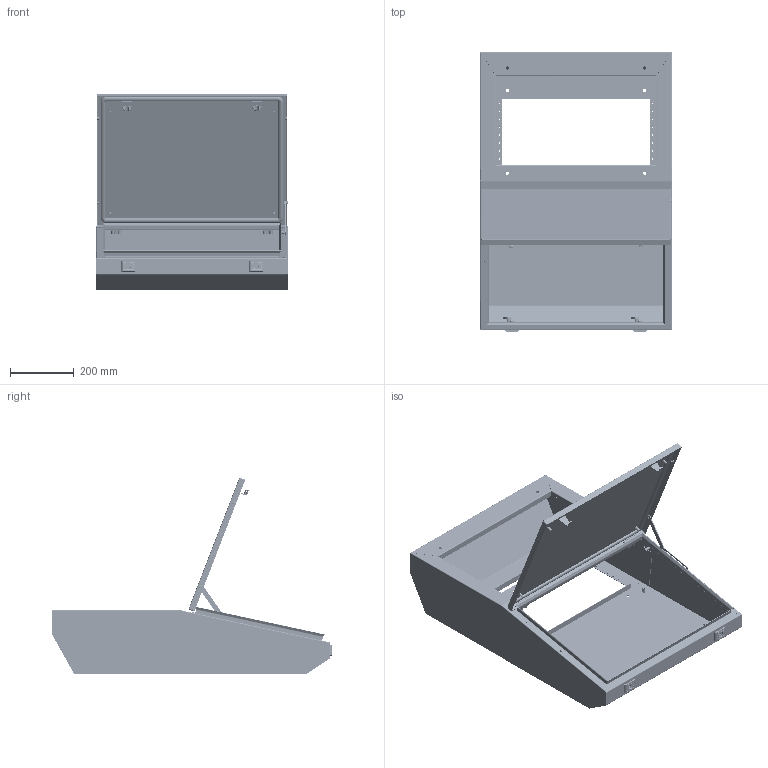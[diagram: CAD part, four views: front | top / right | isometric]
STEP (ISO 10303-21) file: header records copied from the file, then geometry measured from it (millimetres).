
FILE_DESCRIPTION (( 'STEP AP203' ), '1' );
FILE_NAME ('R5MPC600.step', '2013-04-25T11:59:47', ( 'User' ), ( 'DKC' ), 'SwSTEP 2.0', 'SolidWorks 2012', '' );
FILE_SCHEMA (( 'CONFIG_CONTROL_DESIGN' ));
Products named in the file (42): R5MPC600; MOLLA AC00C344_AC00C344; AC00C318_AC00C318; Handle for desk_�� 㬮�砭��; Sealant AC00356_�� 㬮�砭��; AC00C348_�� 㬮�砭��; Hex Flange Bolt M6x10_ISO 4162 - M6 x 12 x 12-S; Piastrina AC00C347_�� 㬮�砭��; Inserto a doppio pettine AC00C443_AC00C343; BASETTA ESTERNA PER BOX AC00C503_AC00C503; Assem front door of top part CN_LA02C015  600mm; AC00C112; lock catch LE02C082; CERNIERA SALDATA_AC00C398; lock catch LA02C021; LA sealant for door_600; Front door of top part CN_600; Hinge CE (mirror) (1); Hinge CE (1); Perno AC00C401 (3)_AC00C401; Tapping screw 4.2x16 (1)_Tapping screw 4.2x16; CERNIERA AC00C399; blocchetto fissaggio cerniera AC00C354_AC00C354; Coverstop PN (1)_AC00C452; Nut M5 A3200001_A3200001; Prigioniero PFH-M5-12_�� 㬮�砭��; Øàéáà 5.65Ã ÃÎÑÒ 11648-75 (1)_˜ ©¡  5.65ƒ ƒŽ‘’ 11648-75; Øàéáà 3.65Ã ÃÎÑÒ 11648-75 (1)_˜ ©¡  3.65ƒ ƒŽ‘’ 11648-75; bar AC00C278; AC00C279_AC00C279; Flange Nut M5_Flange Nut M5; vite m5x10 ac00c274_Vite M5x10 AC00C274; AC00C452_AC00C452; Body of control desk CN console_LM01S007  600mm; Reinforced plate LM01C042_�� 㬮�砭��; end-cap_AC00C061; land_�� 㬮�砭��; Left side CN LM01C022 (console)_MirrorLE01C051; Front top profile CN (console) (+k=0.1)_LM01C030  600mm; Back profile CN (console) (+k=0.1)_LM01C036  600mm ...
Assembly tree (75 placements, depth 3):
  R5MPC600
    Body of control desk CN console_LM01S007  600mm
      Left side CN LM01C022 (console)_�� 㬮�砭��
      Front bottom profile CN (console) (+k)_LM01C024  600mm
      Back profile CN (console) (+k=0.1)_LM01C036  600mm
      Front top profile CN (console) (+k=0.1)_LM01C030  600mm
      Left side CN LM01C022 (console)_MirrorLE01C051
      land_�� 㬮�砭��  x6
      end-cap_AC00C061  x6
      Reinforced plate LM01C042_�� 㬮�砭��  x2
    Coverstop PN (1)_AC00C452
      AC00C452_AC00C452
      vite m5x10 ac00c274_Vite M5x10 AC00C274  x2
      Flange Nut M5_Flange Nut M5  x2
      AC00C279_AC00C279
      bar AC00C278
      Øàéáà 3.65Ã ÃÎÑÒ 11648-75 (1)_˜ ©¡  3.65ƒ ƒŽ‘’ 11648-75
      Øàéáà 5.65Ã ÃÎÑÒ 11648-75 (1)_˜ ©¡  5.65ƒ ƒŽ‘’ 11648-75
      Prigioniero PFH-M5-12_�� 㬮�砭��
      Nut M5 A3200001_A3200001
    Hinge CE (1)
      blocchetto fissaggio cerniera AC00C354_AC00C354
      CERNIERA AC00C399
      Tapping screw 4.2x16 (1)_Tapping screw 4.2x16  x2
      Perno AC00C401 (3)_AC00C401
    Hinge CE (mirror) (1)
      blocchetto fissaggio cerniera AC00C354_AC00C354
      CERNIERA AC00C399
      Tapping screw 4.2x16 (1)_Tapping screw 4.2x16  x2
      Perno AC00C401 (3)_AC00C401
    Assem front door of top part CN_LA02C015  600mm
      Front door of top part CN_600
      LA sealant for door_600
      lock catch LA02C021
      CERNIERA SALDATA_AC00C398  x2
      lock catch LE02C082
      AC00C112  x4
      land_�� 㬮�砭��  x4
      end-cap_AC00C061  x4
    Handle for desk_�� 㬮�砭��  x2
      BASETTA ESTERNA PER BOX AC00C503_AC00C503
      Inserto a doppio pettine AC00C443_AC00C343
      Piastrina AC00C347_�� 㬮�砭��
      Hex Flange Bolt M6x10_ISO 4162 - M6 x 12 x 12-S
      AC00C348_�� 㬮�砭��
      Sealant AC00356_�� 㬮�砭��
    AC00C318_AC00C318  x2
    MOLLA AC00C344_AC00C344  x2
Bounding box: 600 x 876.56 x 615.6 mm (x, y, z)
Volume: 2539586.3 mm3; surface area: 3006325.3 mm2
Topology: 74 solids, 94 shells, 7044 faces, 19076 edges, 12338 vertices
Faces by surface type: bspline 3006, cylinder 1792, plane 1498, cone 626, torus 102, sphere 20
Entity records: 153192 total; most frequent: CARTESIAN_POINT 92487, ORIENTED_EDGE 12244, DIRECTION 10558, EDGE_CURVE 6122, VERTEX_POINT 3825, AXIS2_PLACEMENT_3D 3786, LINE 2986, VECTOR 2986
